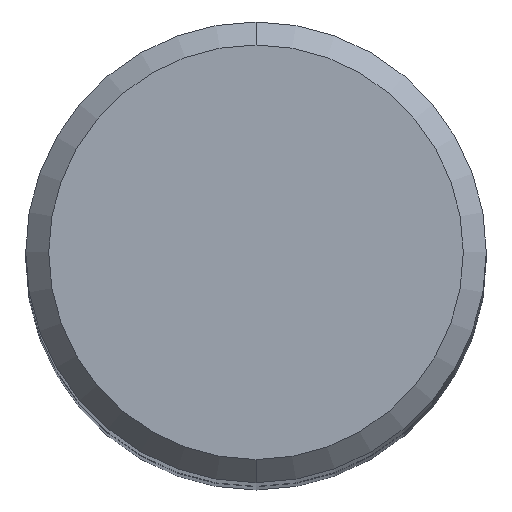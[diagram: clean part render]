
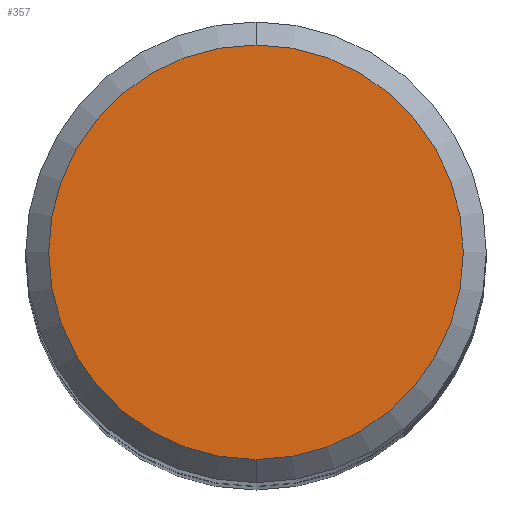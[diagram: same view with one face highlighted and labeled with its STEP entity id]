
A CAD part, top view. The second image highlights one B-rep face of the part: STEP entity #357.
In plain terms, the highlighted planar face has unit normal (0, 0, 1).
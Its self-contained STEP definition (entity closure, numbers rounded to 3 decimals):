
#265=VERTEX_POINT('',#571);
#299=EDGE_CURVE('',#265,#303,#611,.T.);
#303=VERTEX_POINT('',#615);
#333=EDGE_CURVE('',#303,#265,#648,.T.);
#357=ADVANCED_FACE('',(#677),#678,.T.);
#571=CARTESIAN_POINT('',(0.0,5.4,0.0));
#611=CIRCLE('',#1076,5.4);
#615=CARTESIAN_POINT('',(0.,-5.4,0.0));
#648=CIRCLE('',#1178,5.4);
#677=FACE_OUTER_BOUND('',#1236,.T.);
#678=PLANE('',#1237);
#1076=AXIS2_PLACEMENT_3D('',#1621,#1622,#1623);
#1178=AXIS2_PLACEMENT_3D('',#1657,#1658,#1659);
#1236=EDGE_LOOP('',(#1708,#1709));
#1237=AXIS2_PLACEMENT_3D('',#1710,#1711,#1712);
#1621=CARTESIAN_POINT('',(0.0,0.0,0.0));
#1622=DIRECTION('',(0.0,0.0,-1.0));
#1623=DIRECTION('',(0.0,1.0,0.0));
#1657=CARTESIAN_POINT('',(0.0,0.0,0.0));
#1658=DIRECTION('',(0.0,0.0,-1.0));
#1659=DIRECTION('',(0.0,1.0,0.0));
#1708=ORIENTED_EDGE('',*,*,#299,.F.);
#1709=ORIENTED_EDGE('',*,*,#333,.F.);
#1710=CARTESIAN_POINT('',(0.0,2.7,0.0));
#1711=DIRECTION('',(-0.0,0.0,1.0));
#1712=DIRECTION('',(0.0,-1.0,0.0));
